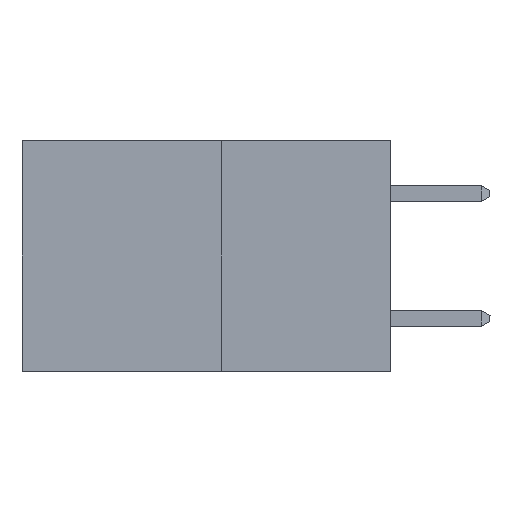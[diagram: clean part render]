
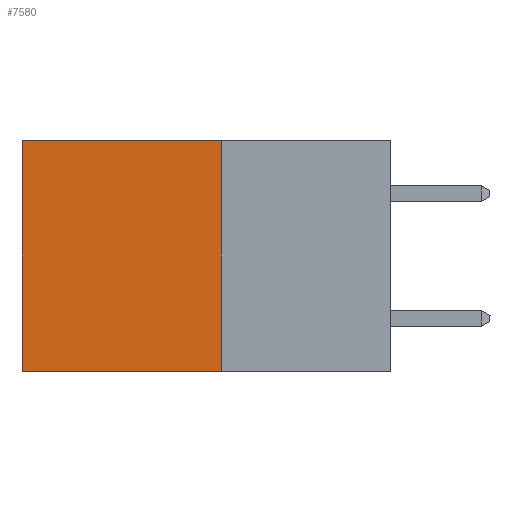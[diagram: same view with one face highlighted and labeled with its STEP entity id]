
A CAD part, left-side view. The second image highlights one B-rep face of the part: STEP entity #7580.
In plain terms, the highlighted planar face has unit normal (-1, 0, 0).
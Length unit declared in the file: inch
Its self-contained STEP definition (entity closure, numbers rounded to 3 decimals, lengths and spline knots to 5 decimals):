
#510 = VERTEX_POINT ( 'NONE', #1942 ) ;
#728 = VECTOR ( 'NONE', #10864, 39.37008 ) ;
#900 = EDGE_CURVE ( 'NONE', #1511, #510, #3567, .T. ) ;
#1511 = VERTEX_POINT ( 'NONE', #5441 ) ;
#1561 = VECTOR ( 'NONE', #11431, 39.37008 ) ;
#1860 = DIRECTION ( 'NONE',  ( 0., 0., -1. ) ) ;
#1942 = CARTESIAN_POINT ( 'NONE',  ( 0.277, 0.59, -0.37 ) ) ;
#1948 = DIRECTION ( 'NONE',  ( 1., 0., 0. ) ) ;
#1980 = CARTESIAN_POINT ( 'NONE',  ( 0.277, 0.27, -0.37 ) ) ;
#1995 = PLANE ( 'NONE',  #2232 ) ;
#2207 = LINE ( 'NONE', #8744, #11885 ) ;
#2232 = AXIS2_PLACEMENT_3D ( 'NONE', #1980, #1948, #1860 ) ;
#2797 = CARTESIAN_POINT ( 'NONE',  ( 0.277, 0.27, 0. ) ) ;
#3322 = LINE ( 'NONE', #8141, #728 ) ;
#3567 = LINE ( 'NONE', #11375, #6189 ) ;
#3605 = EDGE_LOOP ( 'NONE', ( #9861, #10191, #11057, #11244 ) ) ;
#4426 = VERTEX_POINT ( 'NONE', #2797 ) ;
#4843 = EDGE_CURVE ( 'NONE', #4426, #6292, #2207, .T. ) ;
#5441 = CARTESIAN_POINT ( 'NONE',  ( 0.277, 0.27, -0.37 ) ) ;
#6120 = EDGE_CURVE ( 'NONE', #6292, #510, #6728, .T. ) ;
#6189 = VECTOR ( 'NONE', #11321, 39.37008 ) ;
#6292 = VERTEX_POINT ( 'NONE', #6737 ) ;
#6728 = LINE ( 'NONE', #11145, #1561 ) ;
#6737 = CARTESIAN_POINT ( 'NONE',  ( 0.277, 0.59, 0. ) ) ;
#7580 = ADVANCED_FACE ( 'NONE', ( #10106 ), #1995, .F. ) ;
#8141 = CARTESIAN_POINT ( 'NONE',  ( 0.277, 0.27, -0.37 ) ) ;
#8744 = CARTESIAN_POINT ( 'NONE',  ( 0.277, 0.27, 0. ) ) ;
#9026 = DIRECTION ( 'NONE',  ( 0., 1., 0. ) ) ;
#9861 = ORIENTED_EDGE ( 'NONE', *, *, #6120, .T. ) ;
#10102 = EDGE_CURVE ( 'NONE', #4426, #1511, #3322, .T. ) ;
#10106 = FACE_OUTER_BOUND ( 'NONE', #3605, .T. ) ;
#10191 = ORIENTED_EDGE ( 'NONE', *, *, #900, .F. ) ;
#10864 = DIRECTION ( 'NONE',  ( 0., 0., -1. ) ) ;
#11057 = ORIENTED_EDGE ( 'NONE', *, *, #10102, .F. ) ;
#11145 = CARTESIAN_POINT ( 'NONE',  ( 0.277, 0.59, -0.37 ) ) ;
#11244 = ORIENTED_EDGE ( 'NONE', *, *, #4843, .T. ) ;
#11321 = DIRECTION ( 'NONE',  ( 0., 1., 0. ) ) ;
#11375 = CARTESIAN_POINT ( 'NONE',  ( 0.277, 0.27, -0.37 ) ) ;
#11431 = DIRECTION ( 'NONE',  ( 0., 0., -1. ) ) ;
#11885 = VECTOR ( 'NONE', #9026, 39.37008 ) ;
